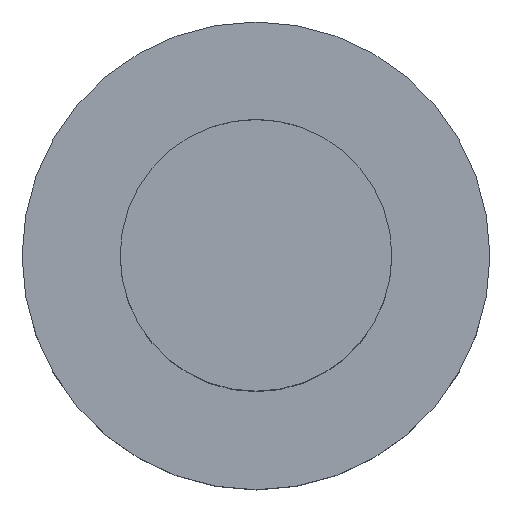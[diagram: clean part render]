
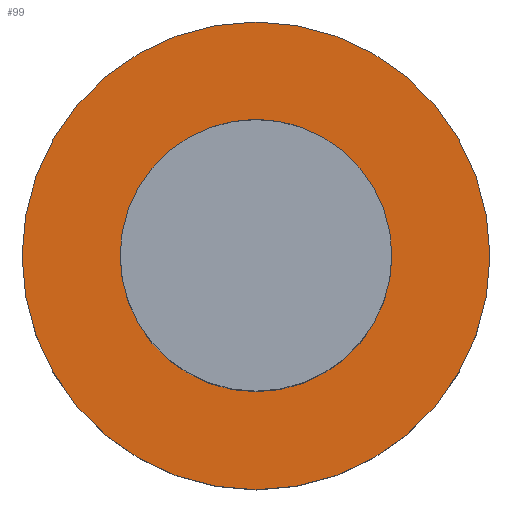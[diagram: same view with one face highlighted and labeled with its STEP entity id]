
A CAD part, top view. The second image highlights one B-rep face of the part: STEP entity #99.
In plain terms, the highlighted planar face has unit normal (0, 0, 1).
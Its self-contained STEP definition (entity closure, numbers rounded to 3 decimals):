
#59=EDGE_CURVE('240[2]',#152,#152,#153,.T.);
#84=EDGE_CURVE('240[2]',#193,#193,#194,.T.);
#99=ADVANCED_FACE('240[2]',(#216,#217),#218,.T.);
#152=VERTEX_POINT('',#277);
#153=CIRCLE('',#278,15.5);
#193=VERTEX_POINT('',#426);
#194=CIRCLE('',#427,9.0);
#216=FACE_BOUND('',#455,.T.);
#217=FACE_OUTER_BOUND('',#456,.T.);
#218=PLANE('',#457);
#277=CARTESIAN_POINT('',(0.,15.5,0.));
#278=AXIS2_PLACEMENT_3D('',#617,#618,#619);
#426=CARTESIAN_POINT('',(9.0,0.0,0.0));
#427=AXIS2_PLACEMENT_3D('',#657,#658,#659);
#455=EDGE_LOOP('',(#683));
#456=EDGE_LOOP('',(#684));
#457=AXIS2_PLACEMENT_3D('',#685,#686,#687);
#617=CARTESIAN_POINT('',(0.0,0.0,0.0));
#618=DIRECTION('',(0.,0.,-1.0));
#619=DIRECTION('',(0.,1.0,0.));
#657=CARTESIAN_POINT('',(0.0,0.0,0.));
#658=DIRECTION('',(0.,0.,-1.0));
#659=DIRECTION('',(1.0,0.,0.));
#683=ORIENTED_EDGE('',*,*,#84,.T.);
#684=ORIENTED_EDGE('',*,*,#59,.F.);
#685=CARTESIAN_POINT('',(0.,7.75,0.));
#686=DIRECTION('',(0.,0.,1.0));
#687=DIRECTION('',(1.0,0.,0.0));
